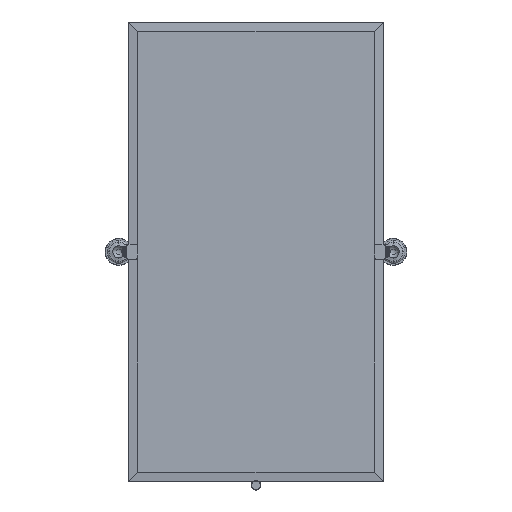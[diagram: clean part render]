
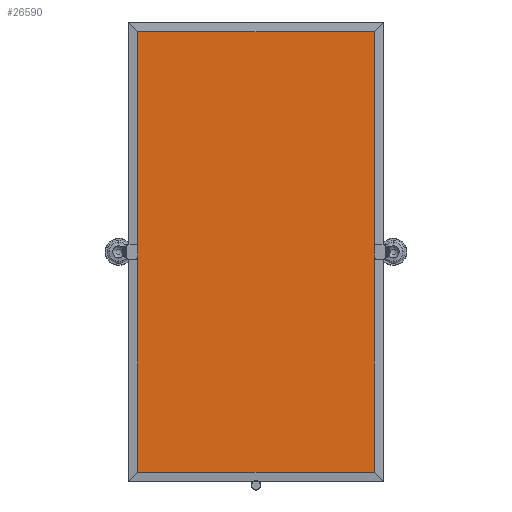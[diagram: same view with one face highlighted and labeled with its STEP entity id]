
A CAD part, top view. The second image highlights one B-rep face of the part: STEP entity #26590.
In plain terms, the highlighted planar face has unit normal (0, 0, 1).
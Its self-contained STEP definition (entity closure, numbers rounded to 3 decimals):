
#3248=DIRECTION('',(1.,0.,0.));
#3249=VECTOR('',#3248,18.497);
#3250=CARTESIAN_POINT('',(-9.248,-17.248,0.236));
#3251=LINE('',#3250,#3249);
#3252=DIRECTION('',(0.,-1.,0.));
#3253=VECTOR('',#3252,34.497);
#3254=CARTESIAN_POINT('',(-9.248,17.248,0.236));
#3255=LINE('',#3254,#3253);
#3256=DIRECTION('',(1.,0.,0.));
#3257=VECTOR('',#3256,18.497);
#3258=CARTESIAN_POINT('',(-9.248,17.248,0.236));
#3259=LINE('',#3258,#3257);
#3260=DIRECTION('',(0.,-1.,0.));
#3261=VECTOR('',#3260,34.497);
#3262=CARTESIAN_POINT('',(9.248,17.248,0.236));
#3263=LINE('',#3262,#3261);
#21855=CARTESIAN_POINT('',(-9.248,17.248,0.236));
#21856=CARTESIAN_POINT('',(9.248,17.248,0.236));
#21857=VERTEX_POINT('',#21855);
#21858=VERTEX_POINT('',#21856);
#21863=CARTESIAN_POINT('',(-9.248,-17.248,0.236));
#21864=CARTESIAN_POINT('',(9.248,-17.248,0.236));
#21865=VERTEX_POINT('',#21863);
#21866=VERTEX_POINT('',#21864);
#26579=CARTESIAN_POINT('',(0.,0.,0.236));
#26580=DIRECTION('',(0.,0.,-1.));
#26581=DIRECTION('',(1.,0.,0.));
#26582=AXIS2_PLACEMENT_3D('',#26579,#26580,#26581);
#26583=PLANE('',#26582);
#26584=ORIENTED_EDGE('',*,*,#26520,.F.);
#26585=ORIENTED_EDGE('',*,*,#26535,.F.);
#26586=ORIENTED_EDGE('',*,*,#26574,.T.);
#26587=ORIENTED_EDGE('',*,*,#26503,.T.);
#26588=EDGE_LOOP('',(#26584,#26585,#26586,#26587));
#26589=FACE_OUTER_BOUND('',#26588,.F.);
#26590=ADVANCED_FACE('',(#26589),#26583,.F.);
#26503=EDGE_CURVE('',#21858,#21866,#3263,.T.);
#26520=EDGE_CURVE('',#21865,#21866,#3251,.T.);
#26535=EDGE_CURVE('',#21857,#21865,#3255,.T.);
#26574=EDGE_CURVE('',#21857,#21858,#3259,.T.);
